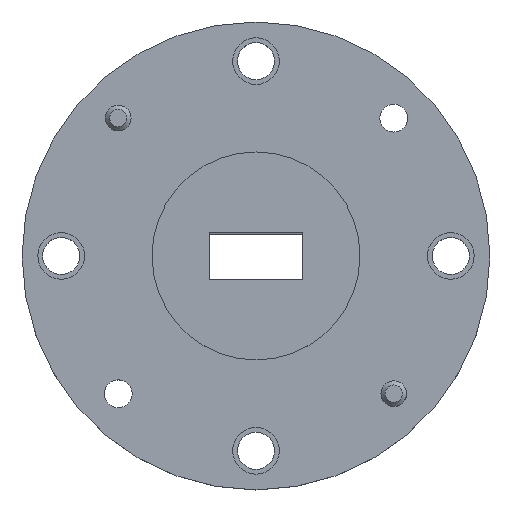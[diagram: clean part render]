
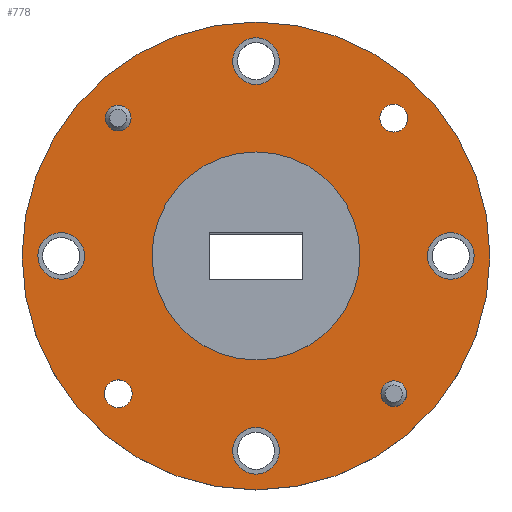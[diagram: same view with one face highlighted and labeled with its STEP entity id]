
A CAD part, top view. The second image highlights one B-rep face of the part: STEP entity #778.
In plain terms, the highlighted planar face has unit normal (0, 0, 1).
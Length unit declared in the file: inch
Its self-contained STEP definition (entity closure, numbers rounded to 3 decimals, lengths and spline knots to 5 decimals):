
#8 = AXIS2_PLACEMENT_3D ( 'NONE', #307, #730, #93 ) ;
#30 = EDGE_LOOP ( 'NONE', ( #947 ) ) ;
#46 = DIRECTION ( 'NONE',  ( 1., 0., 0. ) ) ;
#56 = CARTESIAN_POINT ( 'NONE',  ( 0.36203, -0.33128, -0.03 ) ) ;
#58 = CIRCLE ( 'NONE', #962, 0.5625 ) ;
#80 = CARTESIAN_POINT ( 'NONE',  ( -0.4125, 0., -0.03 ) ) ;
#87 = VERTEX_POINT ( 'NONE', #760 ) ;
#93 = DIRECTION ( 'NONE',  ( 1., 0., 0. ) ) ;
#104 = CIRCLE ( 'NONE', #586, 0.056 ) ;
#147 = DIRECTION ( 'NONE',  ( 0., 0., 1. ) ) ;
#151 = CARTESIAN_POINT ( 'NONE',  ( 0.33128, -0.33128, -0.03 ) ) ;
#156 = ORIENTED_EDGE ( 'NONE', *, *, #837, .F. ) ;
#158 = CARTESIAN_POINT ( 'NONE',  ( 0.4685, 0., -0.03 ) ) ;
#183 = VERTEX_POINT ( 'NONE', #287 ) ;
#188 = DIRECTION ( 'NONE',  ( 1., 0., 0. ) ) ;
#197 = ORIENTED_EDGE ( 'NONE', *, *, #1076, .F. ) ;
#219 = EDGE_LOOP ( 'NONE', ( #197 ) ) ;
#220 = EDGE_CURVE ( 'NONE', #270, #270, #791, .T. ) ;
#224 = CARTESIAN_POINT ( 'NONE',  ( -0.29778, -0.33128, -0.03 ) ) ;
#242 = FACE_BOUND ( 'NONE', #30, .T. ) ;
#245 = DIRECTION ( 'NONE',  ( 0., 0., 1. ) ) ;
#254 = FACE_OUTER_BOUND ( 'NONE', #1147, .T. ) ;
#261 = CIRCLE ( 'NONE', #447, 0.0335 ) ;
#263 = EDGE_LOOP ( 'NONE', ( #848 ) ) ;
#264 = CARTESIAN_POINT ( 'NONE',  ( 0.33128, 0.33128, -0.03 ) ) ;
#270 = VERTEX_POINT ( 'NONE', #56 ) ;
#277 = CARTESIAN_POINT ( 'NONE',  ( 0., 0.4685, -0.03 ) ) ;
#286 = CIRCLE ( 'NONE', #727, 0.056 ) ;
#287 = CARTESIAN_POINT ( 'NONE',  ( 0.056, -0.4685, -0.03 ) ) ;
#307 = CARTESIAN_POINT ( 'NONE',  ( 0., -0.4685, -0.03 ) ) ;
#323 = EDGE_CURVE ( 'NONE', #183, #183, #1250, .T. ) ;
#330 = CARTESIAN_POINT ( 'NONE',  ( 0.36478, 0.33128, -0.03 ) ) ;
#362 = CARTESIAN_POINT ( 'NONE',  ( -0.33128, 0.33128, -0.03 ) ) ;
#370 = FACE_BOUND ( 'NONE', #1214, .T. ) ;
#400 = EDGE_LOOP ( 'NONE', ( #1201 ) ) ;
#416 = CARTESIAN_POINT ( 'NONE',  ( 0., 0., -0.03 ) ) ;
#422 = ORIENTED_EDGE ( 'NONE', *, *, #803, .F. ) ;
#434 = VERTEX_POINT ( 'NONE', #571 ) ;
#447 = AXIS2_PLACEMENT_3D ( 'NONE', #264, #1350, #1006 ) ;
#459 = CARTESIAN_POINT ( 'NONE',  ( 0., 0., -0.03 ) ) ;
#461 = EDGE_LOOP ( 'NONE', ( #834 ) ) ;
#533 = VERTEX_POINT ( 'NONE', #80 ) ;
#542 = CARTESIAN_POINT ( 'NONE',  ( 0.5245, 0., -0.03 ) ) ;
#551 = CIRCLE ( 'NONE', #1364, 0.25 ) ;
#559 = EDGE_LOOP ( 'NONE', ( #1265 ) ) ;
#571 = CARTESIAN_POINT ( 'NONE',  ( 0.056, 0.4685, -0.03 ) ) ;
#574 = FACE_BOUND ( 'NONE', #219, .T. ) ;
#586 = AXIS2_PLACEMENT_3D ( 'NONE', #277, #1257, #188 ) ;
#595 = DIRECTION ( 'NONE',  ( 1., 0., 0. ) ) ;
#598 = EDGE_CURVE ( 'NONE', #1058, #1058, #286, .T. ) ;
#600 = DIRECTION ( 'NONE',  ( 1., 0., 0. ) ) ;
#644 = VERTEX_POINT ( 'NONE', #330 ) ;
#683 = CARTESIAN_POINT ( 'NONE',  ( -0.33128, -0.33128, -0.03 ) ) ;
#685 = DIRECTION ( 'NONE',  ( 0., 0., 1. ) ) ;
#688 = DIRECTION ( 'NONE',  ( 1., 0., 0. ) ) ;
#709 = DIRECTION ( 'NONE',  ( 0., 0., 1. ) ) ;
#727 = AXIS2_PLACEMENT_3D ( 'NONE', #158, #709, #595 ) ;
#730 = DIRECTION ( 'NONE',  ( 0., 0., 1. ) ) ;
#760 = CARTESIAN_POINT ( 'NONE',  ( 0.5625, 0., -0.03 ) ) ;
#778 = ADVANCED_FACE ( 'NONE', ( #1366, #1000, #242, #806, #1373, #1022, #370, #921, #574, #254 ), #812, .T. ) ;
#781 = DIRECTION ( 'NONE',  ( 0., 0., 1. ) ) ;
#783 = EDGE_CURVE ( 'NONE', #533, #533, #1418, .T. ) ;
#791 = CIRCLE ( 'NONE', #1202, 0.03075 ) ;
#803 = EDGE_CURVE ( 'NONE', #644, #644, #261, .T. ) ;
#806 = FACE_BOUND ( 'NONE', #1287, .T. ) ;
#812 = PLANE ( 'NONE',  #1321 ) ;
#834 = ORIENTED_EDGE ( 'NONE', *, *, #783, .F. ) ;
#837 = EDGE_CURVE ( 'NONE', #954, #954, #968, .T. ) ;
#848 = ORIENTED_EDGE ( 'NONE', *, *, #220, .F. ) ;
#901 = DIRECTION ( 'NONE',  ( 0., 0., 1. ) ) ;
#921 = FACE_BOUND ( 'NONE', #400, .T. ) ;
#926 = AXIS2_PLACEMENT_3D ( 'NONE', #1245, #685, #600 ) ;
#947 = ORIENTED_EDGE ( 'NONE', *, *, #1311, .F. ) ;
#954 = VERTEX_POINT ( 'NONE', #980 ) ;
#962 = AXIS2_PLACEMENT_3D ( 'NONE', #1020, #147, #1010 ) ;
#968 = CIRCLE ( 'NONE', #1180, 0.03075 ) ;
#980 = CARTESIAN_POINT ( 'NONE',  ( -0.30053, 0.33128, -0.03 ) ) ;
#1000 = FACE_BOUND ( 'NONE', #1404, .T. ) ;
#1006 = DIRECTION ( 'NONE',  ( 1., 0., 0. ) ) ;
#1010 = DIRECTION ( 'NONE',  ( 1., 0., 0. ) ) ;
#1020 = CARTESIAN_POINT ( 'NONE',  ( 0., 0., -0.03 ) ) ;
#1022 = FACE_BOUND ( 'NONE', #559, .T. ) ;
#1058 = VERTEX_POINT ( 'NONE', #542 ) ;
#1076 = EDGE_CURVE ( 'NONE', #1211, #1211, #551, .T. ) ;
#1089 = CARTESIAN_POINT ( 'NONE',  ( 0.25, 0., -0.03 ) ) ;
#1116 = ORIENTED_EDGE ( 'NONE', *, *, #1286, .T. ) ;
#1133 = DIRECTION ( 'NONE',  ( 0., 0., 1. ) ) ;
#1146 = DIRECTION ( 'NONE',  ( 1., 0., 0. ) ) ;
#1147 = EDGE_LOOP ( 'NONE', ( #1116 ) ) ;
#1178 = AXIS2_PLACEMENT_3D ( 'NONE', #683, #781, #1226 ) ;
#1180 = AXIS2_PLACEMENT_3D ( 'NONE', #362, #1133, #1146 ) ;
#1192 = ORIENTED_EDGE ( 'NONE', *, *, #323, .F. ) ;
#1201 = ORIENTED_EDGE ( 'NONE', *, *, #1253, .F. ) ;
#1202 = AXIS2_PLACEMENT_3D ( 'NONE', #151, #245, #688 ) ;
#1211 = VERTEX_POINT ( 'NONE', #1089 ) ;
#1214 = EDGE_LOOP ( 'NONE', ( #422 ) ) ;
#1226 = DIRECTION ( 'NONE',  ( 1., 0., 0. ) ) ;
#1245 = CARTESIAN_POINT ( 'NONE',  ( -0.4685, 0., -0.03 ) ) ;
#1250 = CIRCLE ( 'NONE', #8, 0.056 ) ;
#1251 = CIRCLE ( 'NONE', #1178, 0.0335 ) ;
#1253 = EDGE_CURVE ( 'NONE', #1291, #1291, #1251, .T. ) ;
#1257 = DIRECTION ( 'NONE',  ( 0., 0., 1. ) ) ;
#1265 = ORIENTED_EDGE ( 'NONE', *, *, #598, .F. ) ;
#1286 = EDGE_CURVE ( 'NONE', #87, #87, #58, .T. ) ;
#1287 = EDGE_LOOP ( 'NONE', ( #1192 ) ) ;
#1291 = VERTEX_POINT ( 'NONE', #224 ) ;
#1311 = EDGE_CURVE ( 'NONE', #434, #434, #104, .T. ) ;
#1313 = DIRECTION ( 'NONE',  ( 0., 0., 1. ) ) ;
#1321 = AXIS2_PLACEMENT_3D ( 'NONE', #459, #901, #46 ) ;
#1350 = DIRECTION ( 'NONE',  ( 0., 0., 1. ) ) ;
#1364 = AXIS2_PLACEMENT_3D ( 'NONE', #416, #1313, #1421 ) ;
#1366 = FACE_BOUND ( 'NONE', #263, .T. ) ;
#1373 = FACE_BOUND ( 'NONE', #461, .T. ) ;
#1404 = EDGE_LOOP ( 'NONE', ( #156 ) ) ;
#1418 = CIRCLE ( 'NONE', #926, 0.056 ) ;
#1421 = DIRECTION ( 'NONE',  ( 1., 0., 0. ) ) ;
